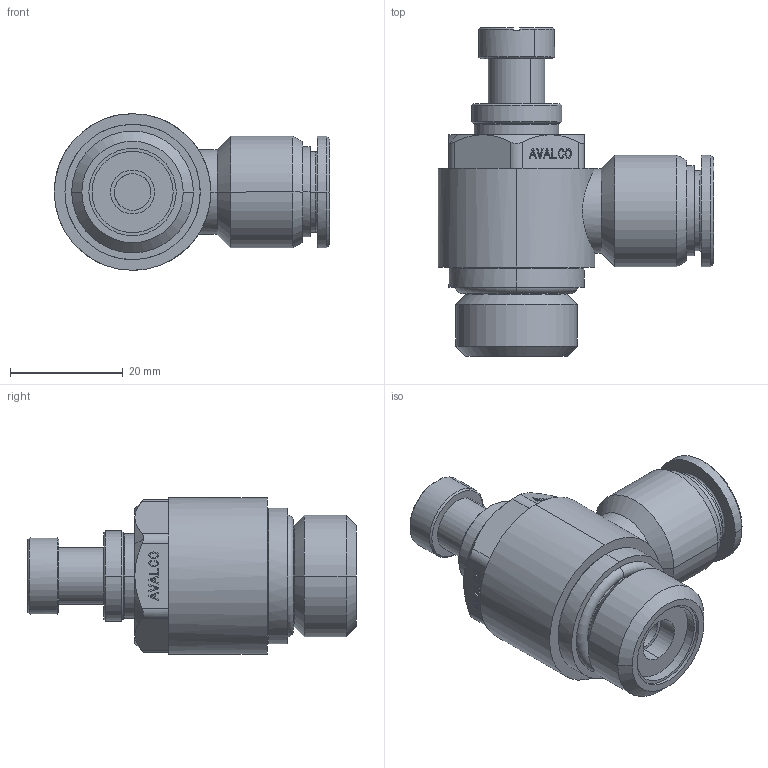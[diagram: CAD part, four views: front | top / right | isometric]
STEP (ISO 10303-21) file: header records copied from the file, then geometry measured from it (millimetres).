
FILE_DESCRIPTION(('CATIA V5 STEP Exchange'),'2;1');
FILE_NAME('INMC28-PR12G12.stp','2019-01-10T11:48:24+00:00',('none'),('none'),'CATIA Version 5 Release 21 GA (IN-10)','CATIA V5 STEP AP203','none');
FILE_SCHEMA(('CONFIG_CONTROL_DESIGN'));
Length unit declared in the file: millimetre
Products named in the file (1): INMC28-PR12G12
Bounding box: 48.9 x 58.32 x 27.8 mm (x, y, z)
Volume: 24317.5 mm3; surface area: 8540.6 mm2
Topology: 1 solids, 1 shells, 455 faces, 1183 edges, 775 vertices
Faces by surface type: plane 367, cylinder 44, cone 36, torus 8
Entity records: 13610 total; most frequent: CARTESIAN_POINT 2853, ORIENTED_EDGE 2366, DIRECTION 1872, EDGE_CURVE 1183, VECTOR 1017, LINE 1017, VERTEX_POINT 775, EDGE_LOOP 501
